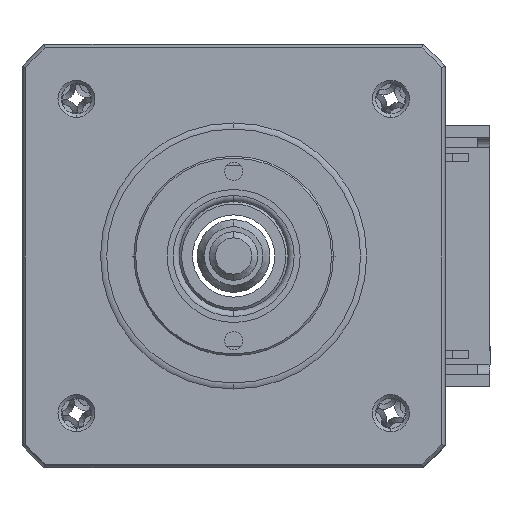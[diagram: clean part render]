
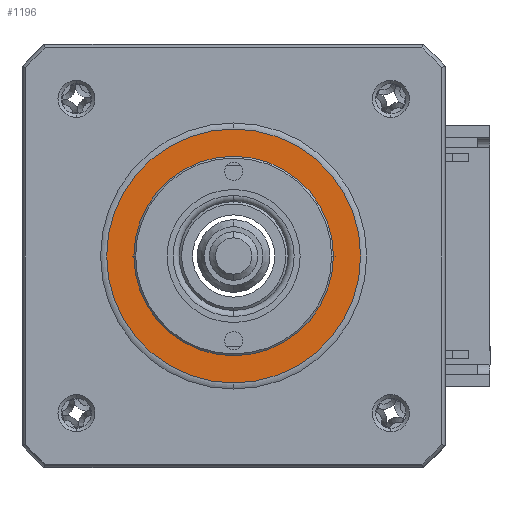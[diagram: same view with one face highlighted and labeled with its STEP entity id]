
A CAD part, left-side view. The second image highlights one B-rep face of the part: STEP entity #1196.
In plain terms, the highlighted planar face has unit normal (-1, 0, 0).
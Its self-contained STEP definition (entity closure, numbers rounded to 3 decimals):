
#203 = EDGE_CURVE ( 'NONE', #1770, #6565, #3774, .T. ) ;
#268 = DIRECTION ( 'NONE',  ( 0., 0., -1. ) ) ;
#307 = AXIS2_PLACEMENT_3D ( 'NONE', #8746, #4581, #268 ) ;
#345 = PLANE ( 'NONE',  #1655 ) ;
#525 = ORIENTED_EDGE ( 'NONE', *, *, #641, .T. ) ;
#641 = EDGE_CURVE ( 'NONE', #7120, #5677, #3994, .T. ) ;
#972 = AXIS2_PLACEMENT_3D ( 'NONE', #8960, #8900, #8877 ) ;
#1196 = ADVANCED_FACE ( 'NONE', ( #5704, #7559 ), #345, .F. ) ;
#1641 = AXIS2_PLACEMENT_3D ( 'NONE', #2403, #7380, #3132 ) ;
#1655 = AXIS2_PLACEMENT_3D ( 'NONE', #6714, #4632, #1794 ) ;
#1770 = VERTEX_POINT ( 'NONE', #5549 ) ;
#1794 = DIRECTION ( 'NONE',  ( 0., 0., -1. ) ) ;
#2168 = AXIS2_PLACEMENT_3D ( 'NONE', #4810, #4800, #4791 ) ;
#2403 = CARTESIAN_POINT ( 'NONE',  ( -18.8, 0., 0. ) ) ;
#2910 = CIRCLE ( 'NONE', #307, 8.25 ) ;
#3060 = ORIENTED_EDGE ( 'NONE', *, *, #3869, .T. ) ;
#3132 = DIRECTION ( 'NONE',  ( 0., 0., -1. ) ) ;
#3337 = CARTESIAN_POINT ( 'NONE',  ( -18.8, 0., 8.25 ) ) ;
#3774 = CIRCLE ( 'NONE', #2168, 8.25 ) ;
#3869 = EDGE_CURVE ( 'NONE', #5677, #7120, #8183, .T. ) ;
#3994 = CIRCLE ( 'NONE', #972, 10.5 ) ;
#4252 = EDGE_CURVE ( 'NONE', #6565, #1770, #2910, .T. ) ;
#4443 = ORIENTED_EDGE ( 'NONE', *, *, #4252, .T. ) ;
#4581 = DIRECTION ( 'NONE',  ( 1., 0., 0. ) ) ;
#4632 = DIRECTION ( 'NONE',  ( 1., 0., 0. ) ) ;
#4717 = EDGE_LOOP ( 'NONE', ( #525, #3060 ) ) ;
#4791 = DIRECTION ( 'NONE',  ( 0., 0., -1. ) ) ;
#4800 = DIRECTION ( 'NONE',  ( 1., 0., 0. ) ) ;
#4810 = CARTESIAN_POINT ( 'NONE',  ( -18.8, 0., 0. ) ) ;
#5549 = CARTESIAN_POINT ( 'NONE',  ( -18.8, 0., -8.25 ) ) ;
#5677 = VERTEX_POINT ( 'NONE', #7262 ) ;
#5704 = FACE_BOUND ( 'NONE', #7981, .T. ) ;
#5730 = ORIENTED_EDGE ( 'NONE', *, *, #203, .T. ) ;
#6565 = VERTEX_POINT ( 'NONE', #3337 ) ;
#6714 = CARTESIAN_POINT ( 'NONE',  ( -18.8, 0., 0. ) ) ;
#7120 = VERTEX_POINT ( 'NONE', #7592 ) ;
#7262 = CARTESIAN_POINT ( 'NONE',  ( -18.8, 0., 10.5 ) ) ;
#7380 = DIRECTION ( 'NONE',  ( -1., 0., 0. ) ) ;
#7559 = FACE_OUTER_BOUND ( 'NONE', #4717, .T. ) ;
#7592 = CARTESIAN_POINT ( 'NONE',  ( -18.8, 0., -10.5 ) ) ;
#7981 = EDGE_LOOP ( 'NONE', ( #5730, #4443 ) ) ;
#8183 = CIRCLE ( 'NONE', #1641, 10.5 ) ;
#8746 = CARTESIAN_POINT ( 'NONE',  ( -18.8, 0., 0. ) ) ;
#8877 = DIRECTION ( 'NONE',  ( 0., 0., -1. ) ) ;
#8900 = DIRECTION ( 'NONE',  ( -1., 0., 0. ) ) ;
#8960 = CARTESIAN_POINT ( 'NONE',  ( -18.8, 0., 0. ) ) ;
